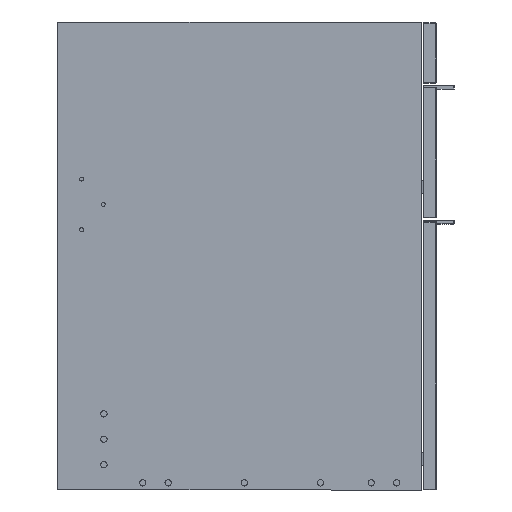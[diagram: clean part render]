
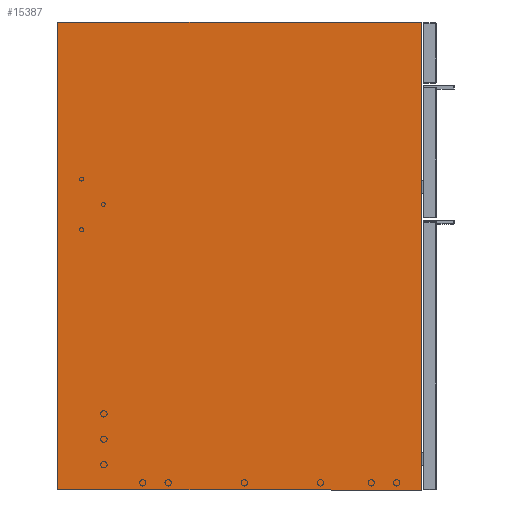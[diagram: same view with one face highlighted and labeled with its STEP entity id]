
A CAD part, left-side view. The second image highlights one B-rep face of the part: STEP entity #15387.
In plain terms, the highlighted planar face has unit normal (-1, 0, 0).
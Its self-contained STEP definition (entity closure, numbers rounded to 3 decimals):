
#14341=CARTESIAN_POINT('',(-1542.287,5688.025,590.0));
#14342=VERTEX_POINT('',#14341);
#14349=CARTESIAN_POINT('',(-1542.287,5688.025,0.));
#14350=VERTEX_POINT('',#14349);
#14351=CARTESIAN_POINT('',(-1542.287,5688.025,590.0));
#14352=DIRECTION('',(0.0,0.0,-1.0));
#14353=VECTOR('',#14352,590.0);
#14354=LINE('',#14351,#14353);
#14355=EDGE_CURVE('',#14342,#14350,#14354,.T.);
#14404=CARTESIAN_POINT('',(-1542.287,6146.025,590.0));
#14405=VERTEX_POINT('',#14404);
#14412=CARTESIAN_POINT('',(-1542.287,5688.025,590.0));
#14413=DIRECTION('',(0.0,1.0,0.0));
#14414=VECTOR('',#14413,458.);
#14415=LINE('',#14412,#14414);
#14416=EDGE_CURVE('',#14342,#14405,#14415,.T.);
#15259=CARTESIAN_POINT('',(-1542.287,6146.025,0.0));
#15260=VERTEX_POINT('',#15259);
#15267=CARTESIAN_POINT('',(-1542.287,6146.025,590.0));
#15268=DIRECTION('',(0.0,0.0,-1.0));
#15269=VECTOR('',#15268,590.0);
#15270=LINE('',#15267,#15269);
#15271=EDGE_CURVE('',#14405,#15260,#15270,.T.);
#15283=CARTESIAN_POINT('',(-1542.287,6146.025,0.0));
#15284=DIRECTION('',(0.0,-1.0,0.0));
#15285=VECTOR('',#15284,458.);
#15286=LINE('',#15283,#15285);
#15287=EDGE_CURVE('',#15260,#14350,#15286,.T.);
#15376=CARTESIAN_POINT('',(-1542.287,5917.025,590.001));
#15377=DIRECTION('',(-1.0,0.0,0.0));
#15378=DIRECTION('',(0.0,0.0,1.0));
#15379=AXIS2_PLACEMENT_3D('',#15376,#15377,#15378);
#15380=PLANE('',#15379);
#15381=ORIENTED_EDGE('',*,*,#14355,.F.);
#15382=ORIENTED_EDGE('',*,*,#14416,.T.);
#15383=ORIENTED_EDGE('',*,*,#15271,.T.);
#15384=ORIENTED_EDGE('',*,*,#15287,.T.);
#15385=EDGE_LOOP('',(#15381,#15382,#15383,#15384));
#15386=FACE_OUTER_BOUND('',#15385,.T.);
#15387=ADVANCED_FACE('',(#15386),#15380,.T.);
